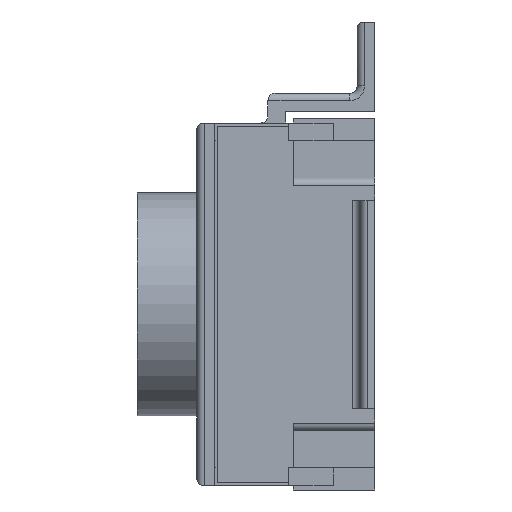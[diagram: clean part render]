
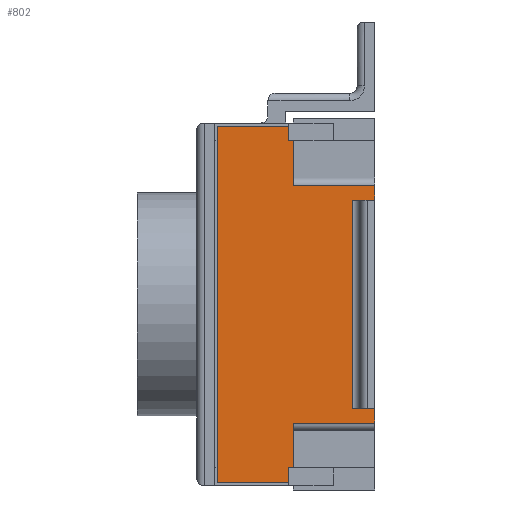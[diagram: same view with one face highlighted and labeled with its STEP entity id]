
A CAD part, left-side view. The second image highlights one B-rep face of the part: STEP entity #802.
In plain terms, the highlighted planar face has unit normal (-1, 0, 0).
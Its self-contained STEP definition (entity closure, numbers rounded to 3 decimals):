
#23 = EDGE_CURVE ( 'NONE', #3848, #2682, #1931, .T. ) ;
#30 = VECTOR ( 'NONE', #947, 1000. ) ;
#46 = DIRECTION ( 'NONE',  ( 0., 1., 0. ) ) ;
#47 = VERTEX_POINT ( 'NONE', #114 ) ;
#93 = VERTEX_POINT ( 'NONE', #2763 ) ;
#106 = VERTEX_POINT ( 'NONE', #577 ) ;
#114 = CARTESIAN_POINT ( 'NONE',  ( -1.5, 0.15, 0.7 ) ) ;
#121 = VERTEX_POINT ( 'NONE', #2316 ) ;
#215 = EDGE_CURVE ( 'NONE', #4199, #106, #2501, .T. ) ;
#262 = VECTOR ( 'NONE', #730, 1000. ) ;
#265 = CARTESIAN_POINT ( 'NONE',  ( -1.5, 0., -0.7 ) ) ;
#305 = ORIENTED_EDGE ( 'NONE', *, *, #2311, .T. ) ;
#308 = ORIENTED_EDGE ( 'NONE', *, *, #2930, .T. ) ;
#317 = VECTOR ( 'NONE', #3681, 1000. ) ;
#424 = EDGE_CURVE ( 'NONE', #4197, #47, #2653, .T. ) ;
#429 = ORIENTED_EDGE ( 'NONE', *, *, #424, .T. ) ;
#463 = CARTESIAN_POINT ( 'NONE',  ( -1.5, 1.06, 0.8 ) ) ;
#490 = CARTESIAN_POINT ( 'NONE',  ( -1.5, 0.55, 1.1 ) ) ;
#562 = VERTEX_POINT ( 'NONE', #865 ) ;
#577 = CARTESIAN_POINT ( 'NONE',  ( -1.5, 0.55, -1.1 ) ) ;
#621 = VECTOR ( 'NONE', #3806, 1000. ) ;
#652 = VERTEX_POINT ( 'NONE', #490 ) ;
#697 = VECTOR ( 'NONE', #4054, 1000. ) ;
#725 = CARTESIAN_POINT ( 'NONE',  ( -1.5, 0.15, -0.7 ) ) ;
#730 = DIRECTION ( 'NONE',  ( 0., 1., 0. ) ) ;
#765 = EDGE_CURVE ( 'NONE', #121, #4641, #2929, .T. ) ;
#802 = ADVANCED_FACE ( 'NONE', ( #1071 ), #2900, .F. ) ;
#806 = ORIENTED_EDGE ( 'NONE', *, *, #2521, .T. ) ;
#813 = DIRECTION ( 'NONE',  ( 1., 0., 0. ) ) ;
#865 = CARTESIAN_POINT ( 'NONE',  ( -1.5, 1.06, 1.2 ) ) ;
#897 = VECTOR ( 'NONE', #4091, 1000. ) ;
#899 = CARTESIAN_POINT ( 'NONE',  ( -1.5, 0.58, -1.2 ) ) ;
#946 = LINE ( 'NONE', #1941, #3327 ) ;
#947 = DIRECTION ( 'NONE',  ( 0., 0., 1. ) ) ;
#958 = CARTESIAN_POINT ( 'NONE',  ( -1.5, 1.06, -1.2 ) ) ;
#978 = LINE ( 'NONE', #3840, #4588 ) ;
#1053 = ORIENTED_EDGE ( 'NONE', *, *, #2072, .T. ) ;
#1071 = FACE_OUTER_BOUND ( 'NONE', #4090, .T. ) ;
#1107 = ORIENTED_EDGE ( 'NONE', *, *, #765, .F. ) ;
#1209 = DIRECTION ( 'NONE',  ( 0., -1., 0. ) ) ;
#1245 = CARTESIAN_POINT ( 'NONE',  ( -1.5, 1.06, 1.2 ) ) ;
#1253 = CARTESIAN_POINT ( 'NONE',  ( -1.5, 0., 1.22 ) ) ;
#1350 = CARTESIAN_POINT ( 'NONE',  ( -1.5, 0., -0.8 ) ) ;
#1368 = AXIS2_PLACEMENT_3D ( 'NONE', #3965, #813, #4055 ) ;
#1386 = ORIENTED_EDGE ( 'NONE', *, *, #2848, .F. ) ;
#1414 = ORIENTED_EDGE ( 'NONE', *, *, #2043, .F. ) ;
#1443 = LINE ( 'NONE', #1753, #262 ) ;
#1506 = CARTESIAN_POINT ( 'NONE',  ( -1.5, 0., 1.22 ) ) ;
#1547 = LINE ( 'NONE', #2644, #317 ) ;
#1603 = DIRECTION ( 'NONE',  ( 0., -1., 0. ) ) ;
#1700 = ORIENTED_EDGE ( 'NONE', *, *, #23, .T. ) ;
#1753 = CARTESIAN_POINT ( 'NONE',  ( -1.5, 1.06, 1.1 ) ) ;
#1758 = DIRECTION ( 'NONE',  ( 0., -1., 0. ) ) ;
#1779 = DIRECTION ( 'NONE',  ( 0., 0., 1. ) ) ;
#1858 = LINE ( 'NONE', #1506, #3776 ) ;
#1866 = EDGE_CURVE ( 'NONE', #3256, #2008, #978, .T. ) ;
#1898 = VECTOR ( 'NONE', #1209, 1000. ) ;
#1925 = EDGE_CURVE ( 'NONE', #3874, #4197, #1547, .T. ) ;
#1931 = LINE ( 'NONE', #463, #4557 ) ;
#1941 = CARTESIAN_POINT ( 'NONE',  ( -1.5, 0.55, 0.85 ) ) ;
#1983 = LINE ( 'NONE', #2781, #2896 ) ;
#2008 = VERTEX_POINT ( 'NONE', #3613 ) ;
#2043 = EDGE_CURVE ( 'NONE', #652, #2682, #946, .T. ) ;
#2072 = EDGE_CURVE ( 'NONE', #4199, #2679, #3447, .T. ) ;
#2153 = CARTESIAN_POINT ( 'NONE',  ( -1.5, 1.06, -1.1 ) ) ;
#2177 = EDGE_CURVE ( 'NONE', #562, #2008, #3302, .T. ) ;
#2292 = ORIENTED_EDGE ( 'NONE', *, *, #2712, .T. ) ;
#2305 = EDGE_CURVE ( 'NONE', #47, #4056, #1983, .T. ) ;
#2311 = EDGE_CURVE ( 'NONE', #93, #4641, #2720, .T. ) ;
#2316 = CARTESIAN_POINT ( 'NONE',  ( -1.5, 0.58, -1.1 ) ) ;
#2339 = CARTESIAN_POINT ( 'NONE',  ( -1.5, 0.15, 0.7 ) ) ;
#2375 = CARTESIAN_POINT ( 'NONE',  ( -1.5, 1.06, -0.8 ) ) ;
#2399 = DIRECTION ( 'NONE',  ( 0., 0., -1. ) ) ;
#2501 = LINE ( 'NONE', #2850, #4193 ) ;
#2521 = EDGE_CURVE ( 'NONE', #4056, #3848, #1858, .T. ) ;
#2644 = CARTESIAN_POINT ( 'NONE',  ( -1.5, 1.06, -0.7 ) ) ;
#2653 = LINE ( 'NONE', #2339, #897 ) ;
#2679 = VERTEX_POINT ( 'NONE', #1350 ) ;
#2682 = VERTEX_POINT ( 'NONE', #4608 ) ;
#2701 = ORIENTED_EDGE ( 'NONE', *, *, #3943, .T. ) ;
#2712 = EDGE_CURVE ( 'NONE', #121, #106, #3881, .T. ) ;
#2720 = LINE ( 'NONE', #958, #621 ) ;
#2727 = CARTESIAN_POINT ( 'NONE',  ( -1.5, 0., 0.7 ) ) ;
#2763 = CARTESIAN_POINT ( 'NONE',  ( -1.5, 1.06, -1.2 ) ) ;
#2781 = CARTESIAN_POINT ( 'NONE',  ( -1.5, 1.06, 0.7 ) ) ;
#2848 = EDGE_CURVE ( 'NONE', #93, #562, #2952, .T. ) ;
#2850 = CARTESIAN_POINT ( 'NONE',  ( -1.5, 0.55, -0.85 ) ) ;
#2875 = ORIENTED_EDGE ( 'NONE', *, *, #1925, .T. ) ;
#2882 = VECTOR ( 'NONE', #3272, 1000. ) ;
#2896 = VECTOR ( 'NONE', #3113, 1000. ) ;
#2900 = PLANE ( 'NONE',  #1368 ) ;
#2918 = ORIENTED_EDGE ( 'NONE', *, *, #1866, .T. ) ;
#2929 = LINE ( 'NONE', #4334, #2882 ) ;
#2930 = EDGE_CURVE ( 'NONE', #2679, #3874, #3100, .T. ) ;
#2952 = LINE ( 'NONE', #3294, #697 ) ;
#3079 = CARTESIAN_POINT ( 'NONE',  ( -1.5, 0., 0.8 ) ) ;
#3100 = LINE ( 'NONE', #1253, #30 ) ;
#3113 = DIRECTION ( 'NONE',  ( 0., -1., 0. ) ) ;
#3115 = VECTOR ( 'NONE', #1603, 1000. ) ;
#3142 = ORIENTED_EDGE ( 'NONE', *, *, #215, .F. ) ;
#3256 = VERTEX_POINT ( 'NONE', #4530 ) ;
#3272 = DIRECTION ( 'NONE',  ( 0., 0., -1. ) ) ;
#3294 = CARTESIAN_POINT ( 'NONE',  ( -1.5, 1.06, 1.22 ) ) ;
#3297 = DIRECTION ( 'NONE',  ( 0., 0., 1. ) ) ;
#3302 = LINE ( 'NONE', #1245, #3115 ) ;
#3327 = VECTOR ( 'NONE', #2399, 1000. ) ;
#3447 = LINE ( 'NONE', #2375, #1898 ) ;
#3613 = CARTESIAN_POINT ( 'NONE',  ( -1.5, 0.58, 1.2 ) ) ;
#3641 = VECTOR ( 'NONE', #1758, 1000. ) ;
#3681 = DIRECTION ( 'NONE',  ( 0., 1., 0. ) ) ;
#3716 = ORIENTED_EDGE ( 'NONE', *, *, #2305, .T. ) ;
#3776 = VECTOR ( 'NONE', #3297, 1000. ) ;
#3806 = DIRECTION ( 'NONE',  ( 0., -1., 0. ) ) ;
#3840 = CARTESIAN_POINT ( 'NONE',  ( -1.5, 0.58, 1.22 ) ) ;
#3848 = VERTEX_POINT ( 'NONE', #3079 ) ;
#3874 = VERTEX_POINT ( 'NONE', #265 ) ;
#3881 = LINE ( 'NONE', #2153, #3641 ) ;
#3943 = EDGE_CURVE ( 'NONE', #652, #3256, #1443, .T. ) ;
#3965 = CARTESIAN_POINT ( 'NONE',  ( -1.5, 1.06, 1.22 ) ) ;
#4054 = DIRECTION ( 'NONE',  ( 0., 0., 1. ) ) ;
#4055 = DIRECTION ( 'NONE',  ( 0., 1., 0. ) ) ;
#4056 = VERTEX_POINT ( 'NONE', #2727 ) ;
#4090 = EDGE_LOOP ( 'NONE', ( #3142, #1053, #308, #2875, #429, #3716, #806, #1700, #1414, #2701, #2918, #4551, #1386, #305, #1107, #2292 ) ) ;
#4091 = DIRECTION ( 'NONE',  ( 0., 0., 1. ) ) ;
#4193 = VECTOR ( 'NONE', #4543, 1000. ) ;
#4197 = VERTEX_POINT ( 'NONE', #725 ) ;
#4199 = VERTEX_POINT ( 'NONE', #4373 ) ;
#4334 = CARTESIAN_POINT ( 'NONE',  ( -1.5, 0.58, 1.22 ) ) ;
#4373 = CARTESIAN_POINT ( 'NONE',  ( -1.5, 0.55, -0.8 ) ) ;
#4530 = CARTESIAN_POINT ( 'NONE',  ( -1.5, 0.58, 1.1 ) ) ;
#4543 = DIRECTION ( 'NONE',  ( 0., 0., -1. ) ) ;
#4551 = ORIENTED_EDGE ( 'NONE', *, *, #2177, .F. ) ;
#4557 = VECTOR ( 'NONE', #46, 1000. ) ;
#4588 = VECTOR ( 'NONE', #1779, 1000. ) ;
#4608 = CARTESIAN_POINT ( 'NONE',  ( -1.5, 0.55, 0.8 ) ) ;
#4641 = VERTEX_POINT ( 'NONE', #899 ) ;
